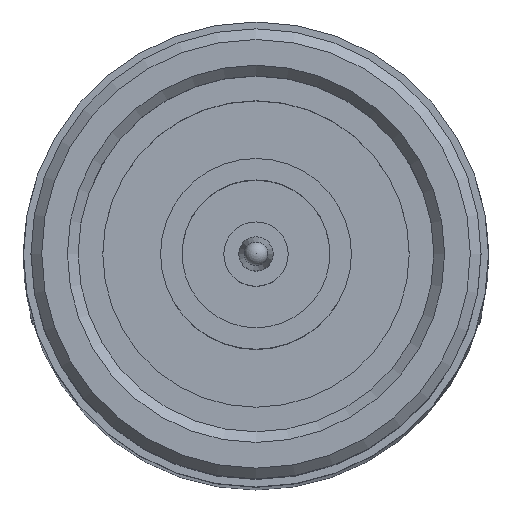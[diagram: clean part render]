
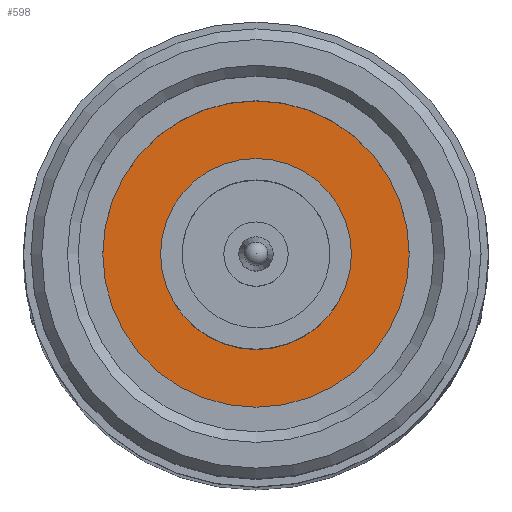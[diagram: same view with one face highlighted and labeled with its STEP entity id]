
A CAD part, top view. The second image highlights one B-rep face of the part: STEP entity #598.
In plain terms, the highlighted planar face has unit normal (0, 0, 1).
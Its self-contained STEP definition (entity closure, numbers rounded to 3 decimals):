
#124=FACE_BOUND('',#192,.T.);
#146=FACE_OUTER_BOUND('',#191,.T.);
#191=EDGE_LOOP('',(#458));
#192=EDGE_LOOP('',(#459));
#242=CIRCLE('',#672,4.45);
#244=CIRCLE('',#675,7.15);
#281=VERTEX_POINT('',#966);
#283=VERTEX_POINT('',#972);
#342=EDGE_CURVE('',#281,#281,#242,.T.);
#345=EDGE_CURVE('',#283,#283,#244,.T.);
#458=ORIENTED_EDGE('',*,*,#345,.F.);
#459=ORIENTED_EDGE('',*,*,#342,.F.);
#571=PLANE('',#680);
#598=ADVANCED_FACE('',(#146,#124),#571,.T.);
#672=AXIS2_PLACEMENT_3D('',#967,#794,#795);
#675=AXIS2_PLACEMENT_3D('',#973,#801,#802);
#680=AXIS2_PLACEMENT_3D('',#983,#814,#815);
#794=DIRECTION('center_axis',(0.,0.,1.));
#795=DIRECTION('ref_axis',(1.,0.,0.));
#801=DIRECTION('center_axis',(0.,0.,-1.));
#802=DIRECTION('ref_axis',(1.,0.,0.));
#814=DIRECTION('center_axis',(0.,0.,1.));
#815=DIRECTION('ref_axis',(1.,0.,0.));
#966=CARTESIAN_POINT('',(4.45,0.,-7.4));
#967=CARTESIAN_POINT('Origin',(0.,0.,-7.4));
#972=CARTESIAN_POINT('',(-7.15,0.,-7.4));
#973=CARTESIAN_POINT('Origin',(0.,0.,-7.4));
#983=CARTESIAN_POINT('Origin',(0.,0.,-7.4));
